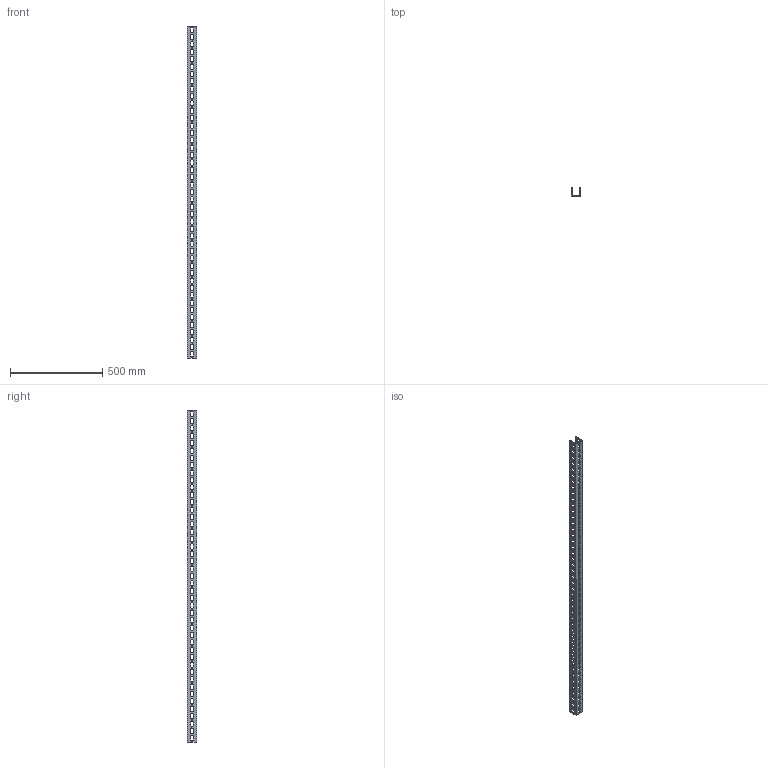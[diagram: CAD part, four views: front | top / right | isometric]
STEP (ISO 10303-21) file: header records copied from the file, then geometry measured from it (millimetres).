
FILE_DESCRIPTION(/* description */ (''),/* implementation_level */ '2;1');
FILE_NAME(/* name */ 'P50-50-4.0-1800 3P.ipt.stp',/* time_stamp */ '2023-05-18T11:29:30+03:00',/* author */ ('Ртищев А.О.'),/* organization */ (''),/* preprocessor_version */ 'ST-DEVELOPER v19.2',/* originating_system */ 'Autodesk Inventor 2023',/* authorisation */ '');
FILE_SCHEMA (('AUTOMOTIVE_DESIGN { 1 0 10303 214 3 1 1 }'));
Length unit declared in the file: millimetre
Products named in the file (1): P50-50-4.0-1800 3P
Bounding box: 50 x 50 x 1800 mm (x, y, z)
Volume: 817344.6 mm3; surface area: 466782.3 mm2
Topology: 1 solids, 1 shells, 558 faces, 1668 edges, 1112 vertices
Faces by surface type: plane 288, cylinder 270
Entity records: 20053 total; most frequent: CARTESIAN_POINT 3339, ORIENTED_EDGE 3336, DIRECTION 3326, EDGE_CURVE 1668, LINE 1128, VECTOR 1128, VERTEX_POINT 1112, AXIS2_PLACEMENT_3D 1099
